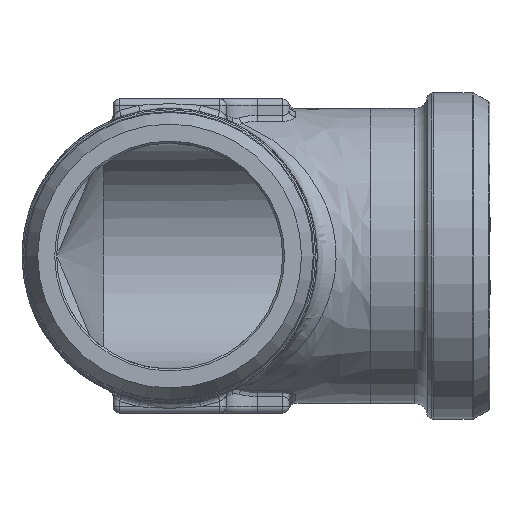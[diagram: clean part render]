
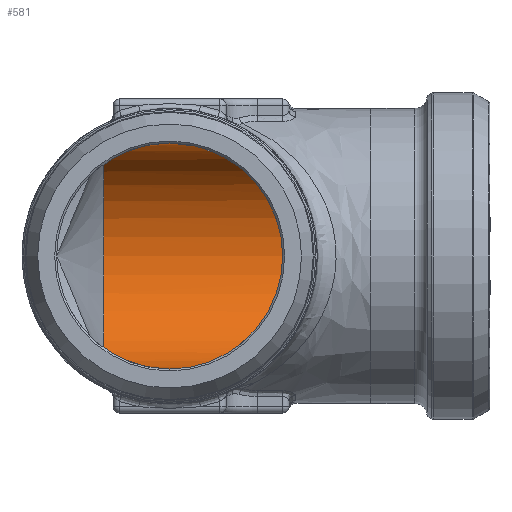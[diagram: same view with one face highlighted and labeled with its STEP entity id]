
A CAD part, front view. The second image highlights one B-rep face of the part: STEP entity #581.
In plain terms, the highlighted cylindrical face has radius 18 mm (diameter 36 mm), a full revolution.
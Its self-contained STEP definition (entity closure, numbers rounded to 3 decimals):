
#374=ELLIPSE('',#2195,25.456,18.);
#375=ELLIPSE('',#2196,25.456,18.);
#376=ELLIPSE('',#2197,25.456,18.);
#581=ADVANCED_FACE('',(#763,#764),#723,.F.);
#723=CYLINDRICAL_SURFACE('',#2198,18.);
#763=FACE_BOUND('',#822,.T.);
#764=FACE_BOUND('',#823,.T.);
#822=EDGE_LOOP('',(#997));
#823=EDGE_LOOP('',(#998,#999,#1000,#1001));
#997=ORIENTED_EDGE('',*,*,#1774,.F.);
#998=ORIENTED_EDGE('',*,*,#1775,.F.);
#999=ORIENTED_EDGE('',*,*,#1776,.F.);
#1000=ORIENTED_EDGE('',*,*,#1777,.F.);
#1001=ORIENTED_EDGE('',*,*,#1773,.T.);
#1587=VERTEX_POINT('',#2962);
#1590=VERTEX_POINT('',#2993);
#1591=VERTEX_POINT('',#2997);
#1592=VERTEX_POINT('',#2999);
#1593=VERTEX_POINT('',#3001);
#1773=EDGE_CURVE('',#1587,#1590,#2067,.T.);
#1774=EDGE_CURVE('',#1591,#1591,#2068,.T.);
#1775=EDGE_CURVE('',#1592,#1590,#374,.T.);
#1776=EDGE_CURVE('',#1593,#1592,#375,.T.);
#1777=EDGE_CURVE('',#1587,#1593,#376,.T.);
#2067=CIRCLE('',#2192,18.);
#2068=CIRCLE('',#2194,18.);
#2192=AXIS2_PLACEMENT_3D('',#2994,#2422,#2423);
#2194=AXIS2_PLACEMENT_3D('',#2996,#2426,#2427);
#2195=AXIS2_PLACEMENT_3D('',#2998,#2428,#2429);
#2196=AXIS2_PLACEMENT_3D('',#3000,#2430,#2431);
#2197=AXIS2_PLACEMENT_3D('',#3002,#2432,#2433);
#2198=AXIS2_PLACEMENT_3D('',#3003,#2434,#2435);
#2422=DIRECTION('',(-1.,0.,0.));
#2423=DIRECTION('',(0.,1.,0.));
#2426=DIRECTION('',(-1.,0.,0.));
#2427=DIRECTION('',(0.,1.,0.));
#2428=DIRECTION('',(-0.707,0.707,0.));
#2429=DIRECTION('',(0.707,0.707,0.));
#2430=DIRECTION('',(0.707,0.707,0.));
#2431=DIRECTION('',(0.707,-0.707,0.));
#2432=DIRECTION('',(-0.707,0.707,0.));
#2433=DIRECTION('',(0.707,0.707,0.));
#2434=DIRECTION('',(1.,0.,0.));
#2435=DIRECTION('',(0.,1.,0.));
#2962=CARTESIAN_POINT('',(-10.5,-10.5,14.62));
#2993=CARTESIAN_POINT('',(-10.5,-10.5,-14.62));
#2994=CARTESIAN_POINT('',(-10.5,0.,0.));
#2996=CARTESIAN_POINT('',(39.5,0.,0.));
#2997=CARTESIAN_POINT('',(39.5,18.,0.));
#2998=CARTESIAN_POINT('',(0.,0.,0.));
#2999=CARTESIAN_POINT('',(0.,0.,-18.));
#3000=CARTESIAN_POINT('',(0.,0.,0.));
#3001=CARTESIAN_POINT('',(0.,0.,18.));
#3002=CARTESIAN_POINT('',(0.,0.,0.));
#3003=CARTESIAN_POINT('',(51.,0.,0.));
